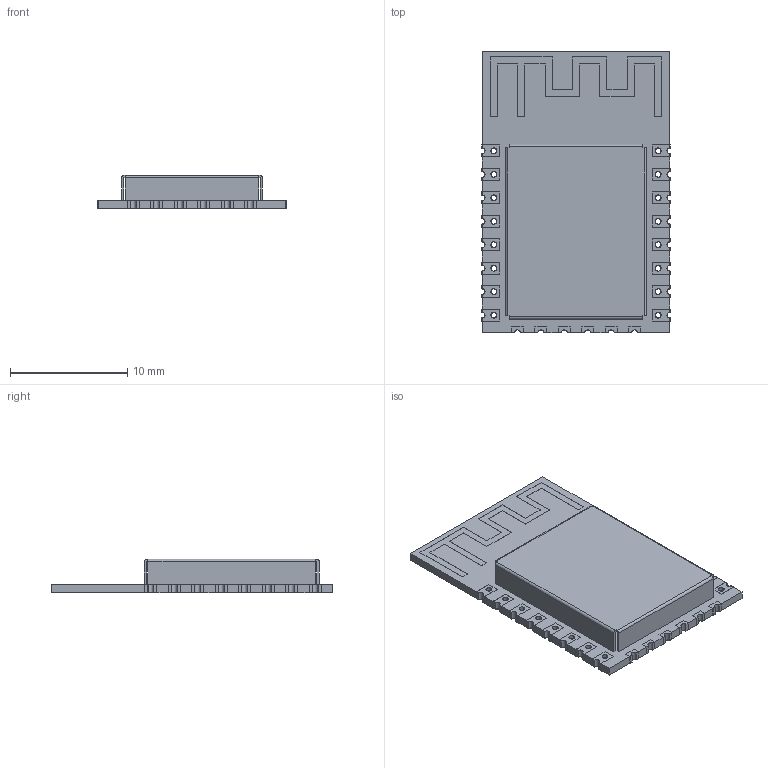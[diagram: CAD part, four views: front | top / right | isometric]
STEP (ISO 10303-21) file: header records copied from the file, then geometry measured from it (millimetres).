
FILE_DESCRIPTION( ( '' ), ' ' );
FILE_NAME( '5cbf40ea83f9ef15bea7926d.step', '2019-04-23T16:44:27', ( '' ), ( '' ), ' ', ' ', ' ' );
FILE_SCHEMA( ( 'AUTOMOTIVE_DESIGN { 1 0 10303 214 1 1 1 1 }' ) );
Length unit declared in the file: metre
Products named in the file (25): Part 25; Part 24; Part 23; Part 22; Part 21; Part 19; Part 20; Part 17; Part 18; Part 15; Part 16; Part 13; Part 14; Part 11; Part 12; Part 9; Part 10; Part 7; Part 8; PIN2; Part 5; PIN 1; ANT; CAN; PCB
Bounding box: 16.02 x 24.01 x 2.86 mm (x, y, z)
Volume: 321.4 mm3; surface area: 1615 mm2
Topology: 25 solids, 25 shells, 462 faces, 1236 edges, 824 vertices
Faces by surface type: plane 344, cylinder 118
Full cylindrical faces by diameter (mm): 0.48 x16, 0.5 x32
Entity records: 18240 total; most frequent: CARTESIAN_POINT 2499, DIRECTION 2398, ORIENTED_EDGE 2376, EDGE_CURVE 1188, LINE 952, VECTOR 952, VERTEX_POINT 824, AXIS2_PLACEMENT_3D 723
